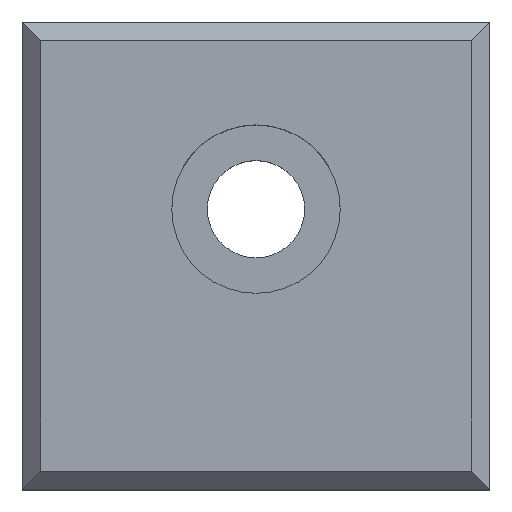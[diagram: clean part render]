
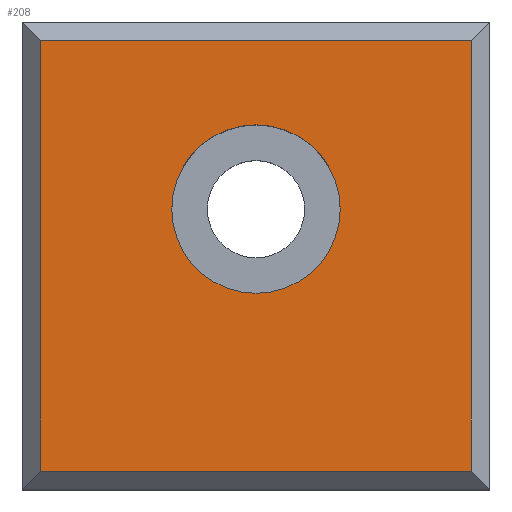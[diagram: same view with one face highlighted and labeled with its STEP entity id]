
A CAD part, top view. The second image highlights one B-rep face of the part: STEP entity #208.
In plain terms, the highlighted planar face has unit normal (0, 0, 1).
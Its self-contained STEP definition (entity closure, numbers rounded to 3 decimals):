
#17=FACE_BOUND('',#44,.T.);
#20=CIRCLE('',#236,4.5);
#30=FACE_OUTER_BOUND('',#43,.T.);
#43=EDGE_LOOP('',(#163,#164,#165,#166));
#44=EDGE_LOOP('',(#167));
#53=LINE('',#308,#75);
#57=LINE('',#316,#79);
#60=LINE('',#322,#82);
#64=LINE('',#328,#86);
#75=VECTOR('',#250,10.);
#79=VECTOR('',#256,10.);
#82=VECTOR('',#261,10.);
#86=VECTOR('',#267,10.);
#97=VERTEX_POINT('',#306);
#98=VERTEX_POINT('',#307);
#101=VERTEX_POINT('',#315);
#103=VERTEX_POINT('',#321);
#108=VERTEX_POINT('',#340);
#113=EDGE_CURVE('',#97,#98,#53,.T.);
#117=EDGE_CURVE('',#98,#101,#57,.T.);
#120=EDGE_CURVE('',#101,#103,#60,.T.);
#124=EDGE_CURVE('',#103,#97,#64,.T.);
#130=EDGE_CURVE('',#108,#108,#20,.T.);
#163=ORIENTED_EDGE('',*,*,#113,.F.);
#164=ORIENTED_EDGE('',*,*,#124,.F.);
#165=ORIENTED_EDGE('',*,*,#120,.F.);
#166=ORIENTED_EDGE('',*,*,#117,.F.);
#167=ORIENTED_EDGE('',*,*,#130,.T.);
#197=PLANE('',#235);
#208=ADVANCED_FACE('',(#30,#17),#197,.T.);
#235=AXIS2_PLACEMENT_3D('',#339,#277,#278);
#236=AXIS2_PLACEMENT_3D('',#341,#279,#280);
#250=DIRECTION('',(0.,-1.,0.));
#256=DIRECTION('',(-1.,0.,0.));
#261=DIRECTION('',(0.,1.,0.));
#267=DIRECTION('',(1.,0.,0.));
#277=DIRECTION('center_axis',(0.,0.,
1.));
#278=DIRECTION('ref_axis',(1.,0.,0.));
#279=DIRECTION('center_axis',(0.,0.,
-1.));
#280=DIRECTION('ref_axis',(1.,0.,0.));
#306=CARTESIAN_POINT('',(24.,24.,7.5));
#307=CARTESIAN_POINT('',(24.,1.,7.5));
#308=CARTESIAN_POINT('',(24.,6.25,7.5));
#315=CARTESIAN_POINT('',(1.,1.,7.5));
#316=CARTESIAN_POINT('',(6.25,1.,7.5));
#321=CARTESIAN_POINT('',(1.,24.,7.5));
#322=CARTESIAN_POINT('',(1.,18.75,7.5));
#328=CARTESIAN_POINT('',(18.75,24.,7.5));
#339=CARTESIAN_POINT('Origin',(12.5,12.5,7.5));
#340=CARTESIAN_POINT('',(8.,15.,7.5));
#341=CARTESIAN_POINT('Origin',(12.5,15.,7.5));
